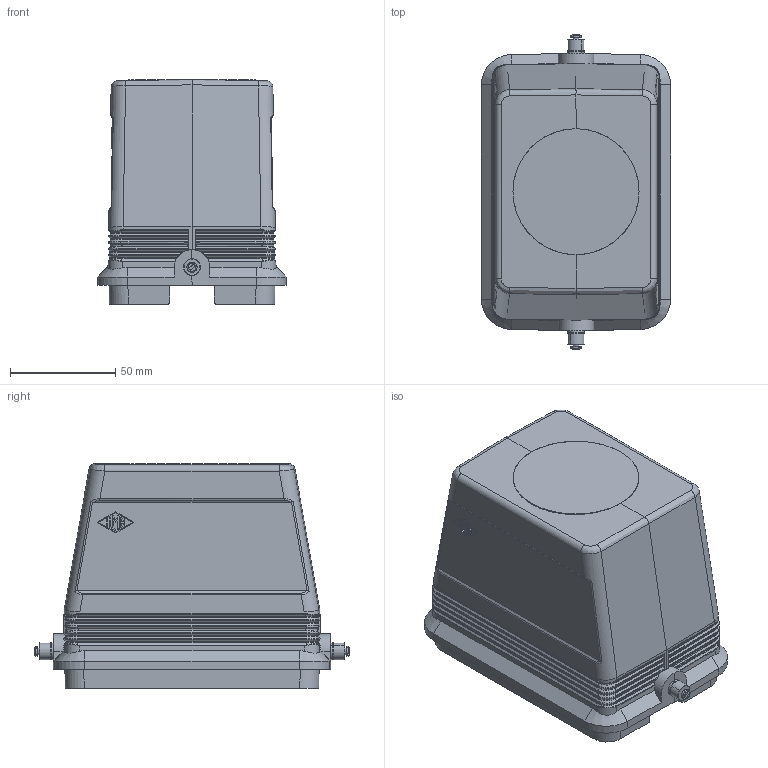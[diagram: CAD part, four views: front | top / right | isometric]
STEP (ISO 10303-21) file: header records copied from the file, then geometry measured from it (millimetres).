
FILE_DESCRIPTION(('Creo Elements/Direct Modeling STEP Export'),'2;1');
FILE_NAME('0lndrr05ts4r1f04168','2023-11-24T 9:44:11',(''),(''),'Creo Elements/Direct Modeling STEP processor for AP214 (Solid Model)','Creo Elements/Direct Modeling 20.1B 02-Apr-2019 (C) Parametric Technology GmbH','');
FILE_SCHEMA(('AUTOMOTIVE_DESIGN { 1 0 10303 214 1 1 1 1 }'));
Products named in the file (5): 23623_B; Gr_perno.01; Gr_perno.02; MHV_48_L40.1; CAC 48 L
Assembly tree (4 placements, depth 3):
  CAC 48 L
    MHV_48_L40.1
      Gr_perno.02
      Gr_perno.01
      23623_B
Bounding box: 90 x 149.8 x 107 mm (x, y, z)
Volume: 211059 mm3; surface area: 98118.9 mm2
Topology: 1 solids, 1 shells, 710 faces, 1770 edges, 1087 vertices
Faces by surface type: plane 254, cylinder 217, bspline 158, cone 52, extrusion 19, torus 10
Entity records: 51795 total; most frequent: CARTESIAN_POINT 31431, ORIENTED_EDGE 3548, DIRECTION 2356, EDGE_CURVE 1770, VERTEX_POINT 1087, VECTOR 842, LINE 823, AXIS2_PLACEMENT_3D 757
